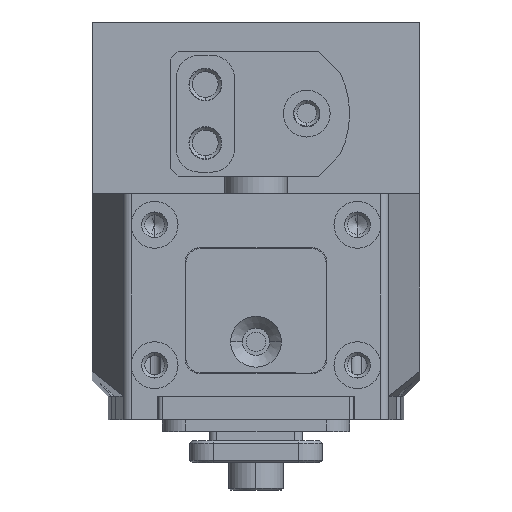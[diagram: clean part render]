
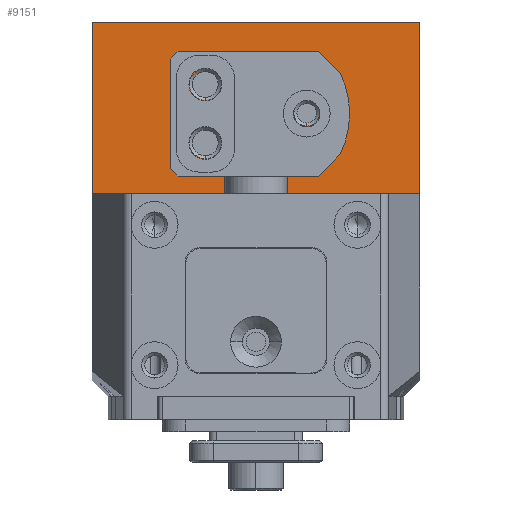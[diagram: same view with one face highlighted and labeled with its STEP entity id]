
A CAD part, left-side view. The second image highlights one B-rep face of the part: STEP entity #9151.
In plain terms, the highlighted planar face has unit normal (-1, 0, 0).
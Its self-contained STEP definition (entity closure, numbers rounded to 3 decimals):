
#59 = ORIENTED_EDGE ( 'NONE', *, *, #13875, .T. ) ;
#1988 = EDGE_LOOP ( 'NONE', ( #34143, #12514 ) ) ;
#2560 = DIRECTION ( 'NONE',  ( 0., 0., -1. ) ) ;
#2922 = DIRECTION ( 'NONE',  ( 0., 0., -1. ) ) ;
#3371 = FACE_BOUND ( 'NONE', #1988, .T. ) ;
#3856 = VERTEX_POINT ( 'NONE', #5980 ) ;
#3872 = PLANE ( 'NONE',  #35307 ) ;
#3903 = EDGE_CURVE ( 'NONE', #44234, #11651, #20667, .T. ) ;
#3999 = VERTEX_POINT ( 'NONE', #28447 ) ;
#4090 = ORIENTED_EDGE ( 'NONE', *, *, #28878, .T. ) ;
#4496 = LINE ( 'NONE', #43177, #35122 ) ;
#4682 = CARTESIAN_POINT ( 'NONE',  ( -37.828, 9.354, 98.236 ) ) ;
#5664 = DIRECTION ( 'NONE',  ( 0., 0., -1. ) ) ;
#5980 = CARTESIAN_POINT ( 'NONE',  ( -37.828, 9.354, 86.636 ) ) ;
#6308 = LINE ( 'NONE', #23153, #14768 ) ;
#6729 = DIRECTION ( 'NONE',  ( 0., 1., 0. ) ) ;
#6830 = DIRECTION ( 'NONE',  ( 0., 0., -1. ) ) ;
#7254 = CARTESIAN_POINT ( 'NONE',  ( -37.828, 9.354, 96.186 ) ) ;
#7504 = CIRCLE ( 'NONE', #22507, 2.05 ) ;
#7639 = EDGE_CURVE ( 'NONE', #3999, #15196, #46496, .T. ) ;
#8140 = CARTESIAN_POINT ( 'NONE',  ( -37.828, 9.354, 96.186 ) ) ;
#9151 = ADVANCED_FACE ( 'NONE', ( #3371, #11821, #23737, #28193 ), #3872, .F. ) ;
#9928 = ORIENTED_EDGE ( 'NONE', *, *, #19131, .T. ) ;
#10619 = DIRECTION ( 'NONE',  ( 1., 0., 0. ) ) ;
#10745 = ORIENTED_EDGE ( 'NONE', *, *, #44004, .T. ) ;
#11526 = ORIENTED_EDGE ( 'NONE', *, *, #41976, .T. ) ;
#11651 = VERTEX_POINT ( 'NONE', #28773 ) ;
#11821 = FACE_BOUND ( 'NONE', #19295, .T. ) ;
#12195 = CARTESIAN_POINT ( 'NONE',  ( -37.828, -3.646, 94.136 ) ) ;
#12310 = VERTEX_POINT ( 'NONE', #38001 ) ;
#12514 = ORIENTED_EDGE ( 'NONE', *, *, #30691, .T. ) ;
#13875 = EDGE_CURVE ( 'NONE', #12310, #16141, #14065, .T. ) ;
#14065 = CIRCLE ( 'NONE', #22357, 2.05 ) ;
#14768 = VECTOR ( 'NONE', #44364, 1000. ) ;
#15196 = VERTEX_POINT ( 'NONE', #30033 ) ;
#16141 = VERTEX_POINT ( 'NONE', #4682 ) ;
#17695 = CARTESIAN_POINT ( 'NONE',  ( -37.828, -18.146, 104.186 ) ) ;
#18419 = CARTESIAN_POINT ( 'NONE',  ( -37.828, 23.854, 104.186 ) ) ;
#19131 = EDGE_CURVE ( 'NONE', #3856, #27804, #7504, .T. ) ;
#19295 = EDGE_LOOP ( 'NONE', ( #4090, #59 ) ) ;
#19957 = AXIS2_PLACEMENT_3D ( 'NONE', #46533, #24867, #2560 ) ;
#20657 = VERTEX_POINT ( 'NONE', #17695 ) ;
#20667 = CIRCLE ( 'NONE', #23689, 1.65 ) ;
#20998 = CIRCLE ( 'NONE', #43311, 1.65 ) ;
#21008 = AXIS2_PLACEMENT_3D ( 'NONE', #7254, #36192, #39844 ) ;
#21169 = DIRECTION ( 'NONE',  ( 0., 0., 1. ) ) ;
#22231 = DIRECTION ( 'NONE',  ( 0., 0., -1. ) ) ;
#22357 = AXIS2_PLACEMENT_3D ( 'NONE', #8140, #44392, #22231 ) ;
#22507 = AXIS2_PLACEMENT_3D ( 'NONE', #32433, #10619, #6830 ) ;
#23153 = CARTESIAN_POINT ( 'NONE',  ( -37.828, 2.854, 104.186 ) ) ;
#23689 = AXIS2_PLACEMENT_3D ( 'NONE', #27356, #31296, #5664 ) ;
#23737 = FACE_BOUND ( 'NONE', #46353, .T. ) ;
#23969 = DIRECTION ( 'NONE',  ( 1., 0., 0. ) ) ;
#24792 = EDGE_CURVE ( 'NONE', #27804, #3856, #44119, .T. ) ;
#24867 = DIRECTION ( 'NONE',  ( 1., 0., 0. ) ) ;
#27356 = CARTESIAN_POINT ( 'NONE',  ( -37.828, -3.646, 92.486 ) ) ;
#27804 = VERTEX_POINT ( 'NONE', #42352 ) ;
#28193 = FACE_OUTER_BOUND ( 'NONE', #30778, .T. ) ;
#28390 = CARTESIAN_POINT ( 'NONE',  ( -37.828, -22.146, 82.186 ) ) ;
#28447 = CARTESIAN_POINT ( 'NONE',  ( -37.828, -18.146, 82.186 ) ) ;
#28773 = CARTESIAN_POINT ( 'NONE',  ( -37.828, -3.646, 90.836 ) ) ;
#28878 = EDGE_CURVE ( 'NONE', #16141, #12310, #40381, .T. ) ;
#28883 = DIRECTION ( 'NONE',  ( 0., 0., 1. ) ) ;
#29124 = ORIENTED_EDGE ( 'NONE', *, *, #31842, .T. ) ;
#29370 = ORIENTED_EDGE ( 'NONE', *, *, #24792, .T. ) ;
#30033 = CARTESIAN_POINT ( 'NONE',  ( -37.828, 23.854, 82.186 ) ) ;
#30691 = EDGE_CURVE ( 'NONE', #11651, #44234, #20998, .T. ) ;
#30778 = EDGE_LOOP ( 'NONE', ( #29124, #11526, #10745, #33717 ) ) ;
#31048 = VECTOR ( 'NONE', #2922, 1000. ) ;
#31296 = DIRECTION ( 'NONE',  ( 1., 0., 0. ) ) ;
#31842 = EDGE_CURVE ( 'NONE', #3999, #20657, #4496, .T. ) ;
#32433 = CARTESIAN_POINT ( 'NONE',  ( -37.828, 9.354, 88.686 ) ) ;
#32663 = DIRECTION ( 'NONE',  ( 1., 0., 0. ) ) ;
#32903 = VECTOR ( 'NONE', #6729, 1000. ) ;
#32967 = CARTESIAN_POINT ( 'NONE',  ( -37.828, -22.146, 82.186 ) ) ;
#33717 = ORIENTED_EDGE ( 'NONE', *, *, #7639, .F. ) ;
#34143 = ORIENTED_EDGE ( 'NONE', *, *, #3903, .T. ) ;
#35122 = VECTOR ( 'NONE', #21169, 1000. ) ;
#35307 = AXIS2_PLACEMENT_3D ( 'NONE', #32967, #32663, #28883 ) ;
#36192 = DIRECTION ( 'NONE',  ( 1., 0., 0. ) ) ;
#38001 = CARTESIAN_POINT ( 'NONE',  ( -37.828, 9.354, 94.136 ) ) ;
#38351 = CARTESIAN_POINT ( 'NONE',  ( -37.828, -3.646, 92.486 ) ) ;
#39844 = DIRECTION ( 'NONE',  ( 0., 0., -1. ) ) ;
#40381 = CIRCLE ( 'NONE', #21008, 2.05 ) ;
#40696 = LINE ( 'NONE', #46272, #31048 ) ;
#41976 = EDGE_CURVE ( 'NONE', #20657, #44586, #6308, .T. ) ;
#42352 = CARTESIAN_POINT ( 'NONE',  ( -37.828, 9.354, 90.736 ) ) ;
#43177 = CARTESIAN_POINT ( 'NONE',  ( -37.828, -18.146, 56.186 ) ) ;
#43311 = AXIS2_PLACEMENT_3D ( 'NONE', #38351, #23969, #45348 ) ;
#44004 = EDGE_CURVE ( 'NONE', #44586, #15196, #40696, .T. ) ;
#44119 = CIRCLE ( 'NONE', #19957, 2.05 ) ;
#44234 = VERTEX_POINT ( 'NONE', #12195 ) ;
#44364 = DIRECTION ( 'NONE',  ( 0., 1., 0. ) ) ;
#44392 = DIRECTION ( 'NONE',  ( 1., 0., 0. ) ) ;
#44586 = VERTEX_POINT ( 'NONE', #18419 ) ;
#45348 = DIRECTION ( 'NONE',  ( 0., 0., -1. ) ) ;
#46272 = CARTESIAN_POINT ( 'NONE',  ( -37.828, 23.854, 56.186 ) ) ;
#46353 = EDGE_LOOP ( 'NONE', ( #29370, #9928 ) ) ;
#46496 = LINE ( 'NONE', #28390, #32903 ) ;
#46533 = CARTESIAN_POINT ( 'NONE',  ( -37.828, 9.354, 88.686 ) ) ;
